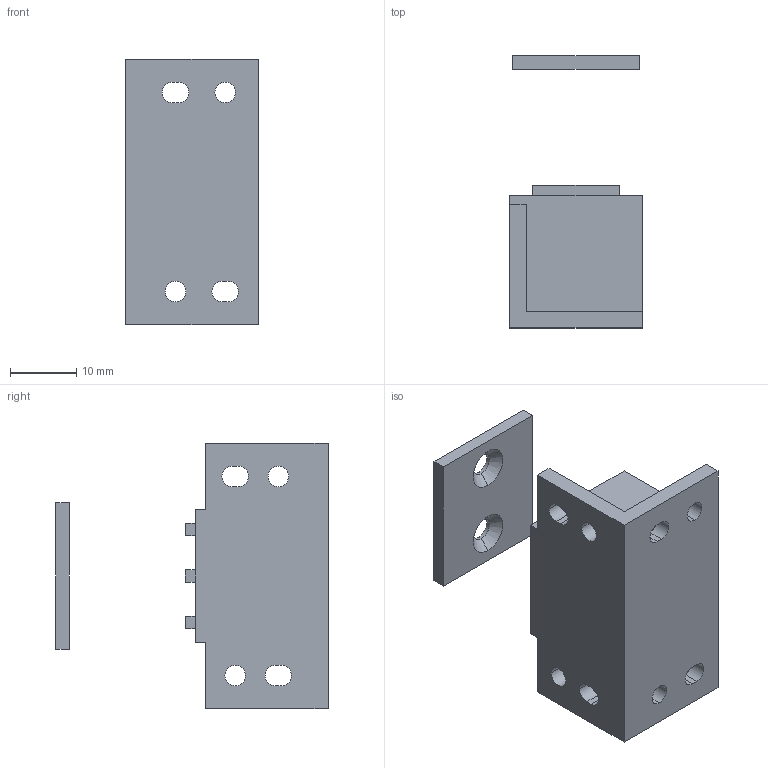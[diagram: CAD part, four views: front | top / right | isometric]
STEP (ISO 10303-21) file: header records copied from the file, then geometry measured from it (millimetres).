
FILE_DESCRIPTION (( 'STEP AP203' ), '1' );
FILE_NAME ('C-158-5.STEP', '2009-06-30T12:30:08', ( ' ' ), ( ' ' ), 'SwSTEP 2.0', 'SolidWorks 2007', '' );
FILE_SCHEMA (( 'CONFIG_CONTROL_DESIGN' ));
Length unit declared in the file: millimetre
Products named in the file (3): C-158-5; C-158-2乣5杮懱__C-158-5; C-158-2乣5庴斅__C-158-5
Assembly tree (2 placements, depth 2):
  C-158-5
    C-158-2乣5杮懱__C-158-5
    C-158-2乣5庴斅__C-158-5
Bounding box: 20 x 41 x 40 mm (x, y, z)
Volume: 10503.1 mm3; surface area: 5137.5 mm2
Topology: 2 solids, 2 shells, 69 faces, 182 edges, 120 vertices
Faces by surface type: plane 43, cylinder 22, cone 4
Entity records: 2477 total; most frequent: DIRECTION 378, CARTESIAN_POINT 376, ORIENTED_EDGE 364, EDGE_CURVE 182, VECTOR 134, LINE 134, AXIS2_PLACEMENT_3D 122, VERTEX_POINT 120
